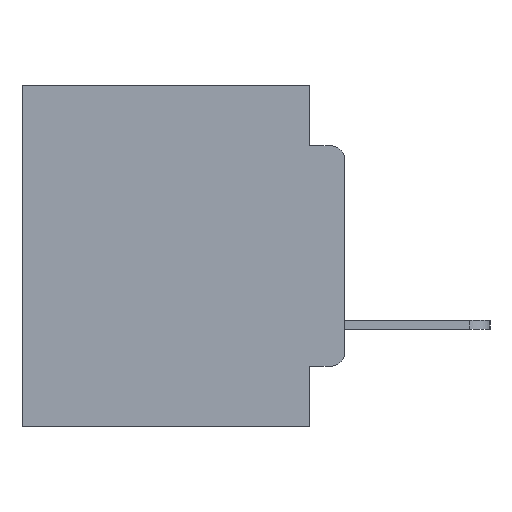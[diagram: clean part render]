
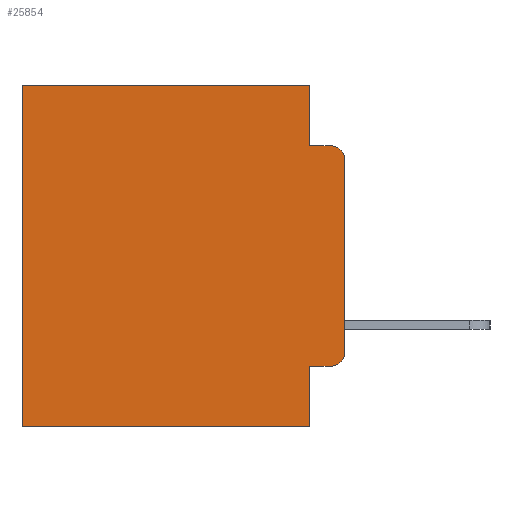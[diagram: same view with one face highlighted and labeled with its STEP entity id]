
A CAD part, left-side view. The second image highlights one B-rep face of the part: STEP entity #25854.
In plain terms, the highlighted planar face has unit normal (-1, 0, 0).
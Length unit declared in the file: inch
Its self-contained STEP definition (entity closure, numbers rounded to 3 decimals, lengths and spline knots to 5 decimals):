
#38 = CARTESIAN_POINT ( 'NONE',  ( 0.298, 0.02, -0.1085 ) ) ;
#499 = EDGE_CURVE ( 'NONE', #12992, #26975, #7499, .T. ) ;
#1115 = EDGE_CURVE ( 'NONE', #9377, #15790, #22625, .T. ) ;
#1176 = VECTOR ( 'NONE', #11314, 39.37008 ) ;
#1283 = PLANE ( 'NONE',  #10916 ) ;
#1891 = ORIENTED_EDGE ( 'NONE', *, *, #14444, .T. ) ;
#2431 = DIRECTION ( 'NONE',  ( 0., 0., -1. ) ) ;
#2511 = VECTOR ( 'NONE', #6659, 39.37008 ) ;
#3691 = EDGE_CURVE ( 'NONE', #15790, #13120, #22483, .T. ) ;
#3699 = DIRECTION ( 'NONE',  ( 1., 0., 0. ) ) ;
#3856 = ORIENTED_EDGE ( 'NONE', *, *, #499, .F. ) ;
#4342 = DIRECTION ( 'NONE',  ( 0., -1., 0. ) ) ;
#4473 = CARTESIAN_POINT ( 'NONE',  ( 0.298, 0.051, -0.4115 ) ) ;
#4717 = FACE_OUTER_BOUND ( 'NONE', #5993, .T. ) ;
#4893 = CARTESIAN_POINT ( 'NONE',  ( 0.298, 0.051, -0.0885 ) ) ;
#5122 = VECTOR ( 'NONE', #6407, 39.37008 ) ;
#5186 = CARTESIAN_POINT ( 'NONE',  ( 0.298, 0.473, -0.5 ) ) ;
#5411 = CARTESIAN_POINT ( 'NONE',  ( 0.298, 0.02, -0.0885 ) ) ;
#5665 = VERTEX_POINT ( 'NONE', #7521 ) ;
#5993 = EDGE_LOOP ( 'NONE', ( #3856, #16113, #26729, #13551, #11825, #15387, #9405, #18156, #1891, #9967 ) ) ;
#6407 = DIRECTION ( 'NONE',  ( 0., 0., -1. ) ) ;
#6437 = VECTOR ( 'NONE', #26544, 39.37008 ) ;
#6441 = VECTOR ( 'NONE', #19944, 39.37008 ) ;
#6659 = DIRECTION ( 'NONE',  ( 0., -1., 0. ) ) ;
#6705 = LINE ( 'NONE', #4473, #23943 ) ;
#7499 = LINE ( 'NONE', #28586, #1176 ) ;
#7521 = CARTESIAN_POINT ( 'NONE',  ( 0.298, 0.051, -0.5 ) ) ;
#8744 = CARTESIAN_POINT ( 'NONE',  ( 0.298, 0.02, -0.4115 ) ) ;
#9084 = AXIS2_PLACEMENT_3D ( 'NONE', #38, #16394, #2431 ) ;
#9377 = VERTEX_POINT ( 'NONE', #14390 ) ;
#9405 = ORIENTED_EDGE ( 'NONE', *, *, #22764, .F. ) ;
#9859 = CARTESIAN_POINT ( 'NONE',  ( 0.298, 0.473, 0. ) ) ;
#9967 = ORIENTED_EDGE ( 'NONE', *, *, #11092, .T. ) ;
#10095 = VECTOR ( 'NONE', #11393, 39.37008 ) ;
#10676 = VECTOR ( 'NONE', #23165, 39.37008 ) ;
#10916 = AXIS2_PLACEMENT_3D ( 'NONE', #23996, #3699, #19771 ) ;
#11071 = CARTESIAN_POINT ( 'NONE',  ( 0.298, 0., -0.1085 ) ) ;
#11092 = EDGE_CURVE ( 'NONE', #15632, #26975, #13296, .T. ) ;
#11118 = CARTESIAN_POINT ( 'NONE',  ( 0.298, 0.051, 0. ) ) ;
#11314 = DIRECTION ( 'NONE',  ( 0., 0., -1. ) ) ;
#11393 = DIRECTION ( 'NONE',  ( 0., 1., 0. ) ) ;
#11825 = ORIENTED_EDGE ( 'NONE', *, *, #1115, .T. ) ;
#12056 = CARTESIAN_POINT ( 'NONE',  ( 0.298, 0.051, 0. ) ) ;
#12237 = EDGE_CURVE ( 'NONE', #27572, #5665, #18616, .T. ) ;
#12992 = VERTEX_POINT ( 'NONE', #11071 ) ;
#13120 = VERTEX_POINT ( 'NONE', #5186 ) ;
#13296 = CIRCLE ( 'NONE', #25998, 0.02 ) ;
#13551 = ORIENTED_EDGE ( 'NONE', *, *, #20543, .F. ) ;
#14390 = CARTESIAN_POINT ( 'NONE',  ( 0.298, 0.051, 0. ) ) ;
#14444 = EDGE_CURVE ( 'NONE', #27572, #15632, #6705, .T. ) ;
#14657 = CARTESIAN_POINT ( 'NONE',  ( 0.298, 0.02, -0.3915 ) ) ;
#15387 = ORIENTED_EDGE ( 'NONE', *, *, #3691, .T. ) ;
#15632 = VERTEX_POINT ( 'NONE', #8744 ) ;
#15790 = VERTEX_POINT ( 'NONE', #27170 ) ;
#16095 = EDGE_CURVE ( 'NONE', #20077, #20223, #20159, .T. ) ;
#16113 = ORIENTED_EDGE ( 'NONE', *, *, #24258, .T. ) ;
#16394 = DIRECTION ( 'NONE',  ( -1., 0., 0. ) ) ;
#16406 = DIRECTION ( 'NONE',  ( 0., 0., -1. ) ) ;
#18156 = ORIENTED_EDGE ( 'NONE', *, *, #12237, .F. ) ;
#18610 = LINE ( 'NONE', #24449, #6437 ) ;
#18616 = LINE ( 'NONE', #12056, #6441 ) ;
#19771 = DIRECTION ( 'NONE',  ( 0., 0., -1. ) ) ;
#19944 = DIRECTION ( 'NONE',  ( 0., 0., -1. ) ) ;
#20077 = VERTEX_POINT ( 'NONE', #4893 ) ;
#20159 = LINE ( 'NONE', #24824, #2511 ) ;
#20223 = VERTEX_POINT ( 'NONE', #5411 ) ;
#20543 = EDGE_CURVE ( 'NONE', #9377, #20077, #23151, .T. ) ;
#21556 = CIRCLE ( 'NONE', #9084, 0.02 ) ;
#22483 = LINE ( 'NONE', #9859, #10676 ) ;
#22625 = LINE ( 'NONE', #24594, #10095 ) ;
#22752 = CARTESIAN_POINT ( 'NONE',  ( 0.298, 0., -0.3915 ) ) ;
#22764 = EDGE_CURVE ( 'NONE', #5665, #13120, #18610, .T. ) ;
#22820 = DIRECTION ( 'NONE',  ( -1., 0., 0. ) ) ;
#23151 = LINE ( 'NONE', #11118, #5122 ) ;
#23165 = DIRECTION ( 'NONE',  ( 0., 0., -1. ) ) ;
#23943 = VECTOR ( 'NONE', #4342, 39.37008 ) ;
#23996 = CARTESIAN_POINT ( 'NONE',  ( 0.298, 0., 0. ) ) ;
#24258 = EDGE_CURVE ( 'NONE', #12992, #20223, #21556, .T. ) ;
#24449 = CARTESIAN_POINT ( 'NONE',  ( 0.298, 0., -0.5 ) ) ;
#24594 = CARTESIAN_POINT ( 'NONE',  ( 0.298, 0., 0. ) ) ;
#24824 = CARTESIAN_POINT ( 'NONE',  ( 0.298, 0.051, -0.0885 ) ) ;
#25854 = ADVANCED_FACE ( 'NONE', ( #4717 ), #1283, .F. ) ;
#25998 = AXIS2_PLACEMENT_3D ( 'NONE', #14657, #22820, #16406 ) ;
#26544 = DIRECTION ( 'NONE',  ( 0., 1., 0. ) ) ;
#26729 = ORIENTED_EDGE ( 'NONE', *, *, #16095, .F. ) ;
#26975 = VERTEX_POINT ( 'NONE', #22752 ) ;
#27170 = CARTESIAN_POINT ( 'NONE',  ( 0.298, 0.473, 0. ) ) ;
#27572 = VERTEX_POINT ( 'NONE', #28803 ) ;
#28586 = CARTESIAN_POINT ( 'NONE',  ( 0.298, 0., 0. ) ) ;
#28803 = CARTESIAN_POINT ( 'NONE',  ( 0.298, 0.051, -0.4115 ) ) ;
